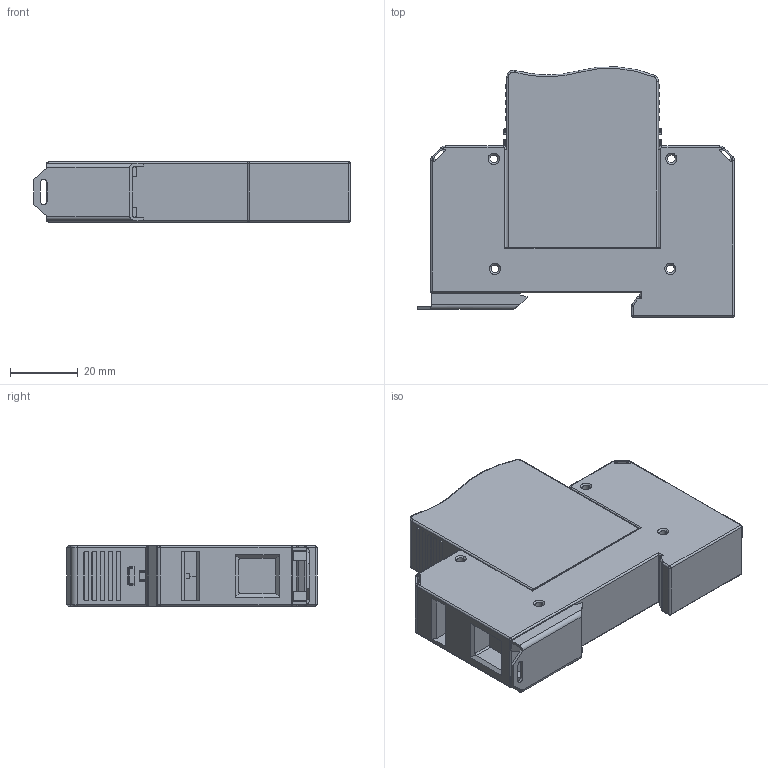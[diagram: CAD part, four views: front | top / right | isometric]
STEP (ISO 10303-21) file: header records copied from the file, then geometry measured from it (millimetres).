
FILE_DESCRIPTION((''),'2;1');
FILE_NAME('ASM0010_ASM','2021-03-01T',('marketing.praksa'),('Audax d.o.o.'),'CREO PARAMETRIC BY PTC INC, 2017480','CREO PARAMETRIC BY PTC INC, 2017480','');
FILE_SCHEMA(('AUTOMOTIVE_DESIGN { 1 0 10303 214 1 1 1 1 }'));
Products named in the file (12): TMP_DWG_65_1_1_1_2_1_2_1_1_1; TMP_DWG_65_1_2_1_2_1_2_1_1_1; TMP_DWG_65_1_3_1_2_1_2_1_1_1; BAZA_1TE_B2S_ZASKOK_19_1_2_2__2; BAZA_1TE_B2S_ZASKOK_19_1_2_3__2; MODUL_OUTER_S_SHAPE_B2S_10_1__2; BAZA_1TE_B2S_ZASKOK_19_1_2_1__7; SPONKA_1_1_1_1; SCREW_1; PRT0056_1; MODULE_WINDOW; ASM0010_ASM
Assembly tree (11 placements, depth 2):
  ASM0010_ASM
    TMP_DWG_65_1_1_1_2_1_2_1_1_1
    TMP_DWG_65_1_2_1_2_1_2_1_1_1
    TMP_DWG_65_1_3_1_2_1_2_1_1_1
    BAZA_1TE_B2S_ZASKOK_19_1_2_2__2
    BAZA_1TE_B2S_ZASKOK_19_1_2_3__2
    MODUL_OUTER_S_SHAPE_B2S_10_1__2
    BAZA_1TE_B2S_ZASKOK_19_1_2_1__7
    SPONKA_1_1_1_1
    SCREW_1
    PRT0056_1
    MODULE_WINDOW
Bounding box: 93.9 x 74.14 x 17.8 mm (x, y, z)
Volume: 88180.5 mm3; surface area: 25787 mm2
Topology: 11 solids, 11 shells, 618 faces, 1659 edges, 1081 vertices
Faces by surface type: plane 355, cylinder 193, torus 28, cone 20, sphere 14, bspline 8
Entity records: 25602 total; most frequent: CARTESIAN_POINT 4016, ORIENTED_EDGE 3290, DIRECTION 3270, PRESENTATION_STYLE_ASSIGNMENT 1662, STYLED_ITEM 1662, CURVE_STYLE 1645, EDGE_CURVE 1645, AXIS2_PLACEMENT_3D 1105
